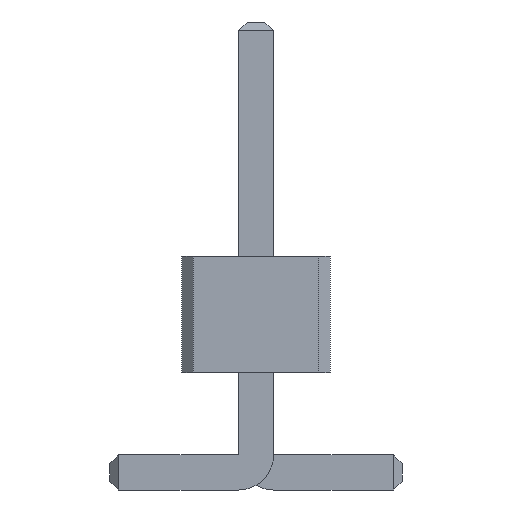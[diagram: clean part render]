
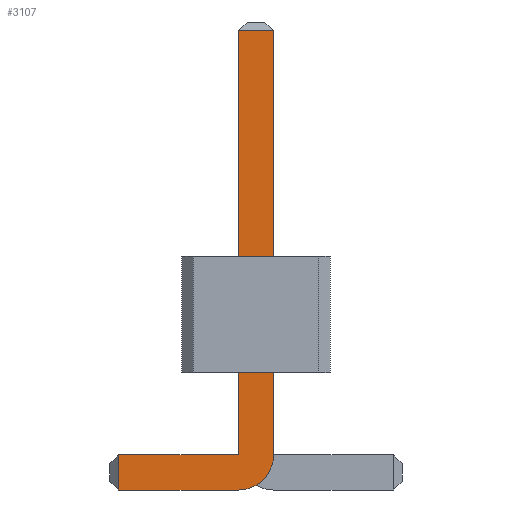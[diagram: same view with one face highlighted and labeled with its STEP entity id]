
A CAD part, front view. The second image highlights one B-rep face of the part: STEP entity #3107.
In plain terms, the highlighted planar face has unit normal (0, -1, 0).
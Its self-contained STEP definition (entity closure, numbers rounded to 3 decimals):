
#56=DIRECTION('',(0.,-1.,0.));
#67=DIRECTION('',(1.,0.,0.));
#668=VECTOR('',#67,1.);
#721=DIRECTION('',(-1.,0.,0.));
#1319=VECTOR('',#721,1.);
#1439=DIRECTION('',(0.,0.,-1.));
#1458=VECTOR('',#1439,1.);
#2938=VECTOR('',#2939,1.);
#2939=DIRECTION('',(0.,0.,1.));
#2961=DIRECTION('',(-0.,-1.,-0.));
#2968=VERTEX_POINT('',#2969);
#2969=CARTESIAN_POINT('',(-1.175,-5.15,0.));
#2972=ORIENTED_EDGE('',*,*,#2973,.T.);
#2973=EDGE_CURVE('',#2968,#2974,#2976,.T.);
#2974=VERTEX_POINT('',#2975);
#2975=CARTESIAN_POINT('',(-0.15,-5.15,0.));
#2976=LINE('',#2977,#668);
#2977=CARTESIAN_POINT('',(-1.25,-5.15,0.));
#3009=VERTEX_POINT('',#3010);
#3010=CARTESIAN_POINT('',(0.15,-5.15,0.3));
#3013=EDGE_CURVE('',#2974,#3009,#3014,.T.);
#3014=CIRCLE('',#3015,0.3);
#3015=AXIS2_PLACEMENT_3D('',#3016,#56,#1439);
#3016=CARTESIAN_POINT('',(-0.15,-5.15,0.3));
#3024=VERTEX_POINT('',#3016);
#3026=ORIENTED_EDGE('',*,*,#3027,.T.);
#3027=EDGE_CURVE('',#3024,#3028,#3030,.T.);
#3028=VERTEX_POINT('',#3029);
#3029=CARTESIAN_POINT('',(-1.175,-5.15,0.3));
#3030=LINE('',#3016,#1319);
#3040=ORIENTED_EDGE('',*,*,#3041,.T.);
#3041=EDGE_CURVE('',#3009,#3042,#3044,.T.);
#3042=VERTEX_POINT('',#3043);
#3043=CARTESIAN_POINT('',(0.15,-5.15,3.925));
#3044=LINE('',#3045,#2938);
#3045=CARTESIAN_POINT('',(0.15,-5.15,0.));
#3058=VERTEX_POINT('',#3059);
#3059=CARTESIAN_POINT('',(-0.15,-5.15,3.925));
#3061=ORIENTED_EDGE('',*,*,#3062,.T.);
#3062=EDGE_CURVE('',#3058,#3024,#3063,.T.);
#3063=LINE('',#3064,#1458);
#3064=CARTESIAN_POINT('',(-0.15,-5.15,4.));
#3107=ADVANCED_FACE('',(#3108),#3117,.T.);
#3108=FACE_BOUND('',#3109,.T.);
#3109=EDGE_LOOP('',(#2972,#3110,#3040,#3111,#3061,#3026,#3114));
#3110=ORIENTED_EDGE('',*,*,#3013,.T.);
#3111=ORIENTED_EDGE('',*,*,#3112,.T.);
#3112=EDGE_CURVE('',#3042,#3058,#3113,.T.);
#3113=LINE('',#3043,#1319);
#3114=ORIENTED_EDGE('',*,*,#3115,.T.);
#3115=EDGE_CURVE('',#3028,#2968,#3116,.T.);
#3116=LINE('',#3029,#1458);
#3117=PLANE('',#3118);
#3118=AXIS2_PLACEMENT_3D('',#3119,#2961,#1439);
#3119=CARTESIAN_POINT('',(-0.173,-5.15,1.623));
